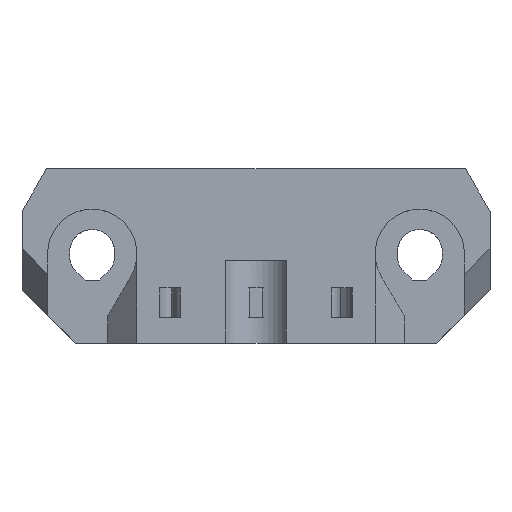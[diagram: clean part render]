
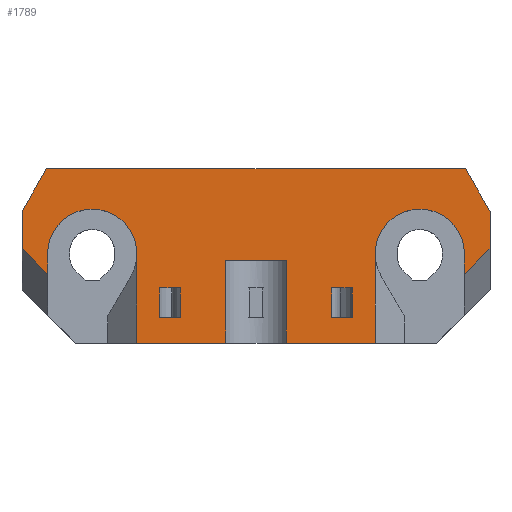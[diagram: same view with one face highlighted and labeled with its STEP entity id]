
A CAD part, top view. The second image highlights one B-rep face of the part: STEP entity #1789.
In plain terms, the highlighted planar face has unit normal (0, 0, 1).
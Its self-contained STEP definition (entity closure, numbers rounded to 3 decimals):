
#21=FACE_BOUND('',#180,.T.);
#22=FACE_BOUND('',#181,.T.);
#26=CIRCLE('',#1913,5.25);
#28=CIRCLE('',#1916,5.25);
#78=FACE_OUTER_BOUND('',#179,.T.);
#179=EDGE_LOOP('',(#1196,#1197,#1198,#1199,#1200,#1201,#1202,#1203,#1204,
#1205,#1206,#1207,#1208,#1209,#1210,#1211,#1212,#1213));
#180=EDGE_LOOP('',(#1214,#1215,#1216,#1217));
#181=EDGE_LOOP('',(#1218,#1219,#1220,#1221));
#283=LINE('',#2551,#511);
#286=LINE('',#2557,#514);
#293=LINE('',#2573,#521);
#297=LINE('',#2586,#525);
#298=LINE('',#2588,#526);
#299=LINE('',#2590,#527);
#300=LINE('',#2592,#528);
#301=LINE('',#2594,#529);
#302=LINE('',#2596,#530);
#303=LINE('',#2600,#531);
#304=LINE('',#2602,#532);
#305=LINE('',#2604,#533);
#306=LINE('',#2606,#534);
#307=LINE('',#2608,#535);
#308=LINE('',#2610,#536);
#309=LINE('',#2611,#537);
#310=LINE('',#2614,#538);
#311=LINE('',#2616,#539);
#312=LINE('',#2618,#540);
#313=LINE('',#2619,#541);
#314=LINE('',#2622,#542);
#315=LINE('',#2624,#543);
#316=LINE('',#2626,#544);
#317=LINE('',#2627,#545);
#511=VECTOR('',#2049,10.);
#514=VECTOR('',#2054,10.);
#521=VECTOR('',#2065,10.);
#525=VECTOR('',#2079,10.);
#526=VECTOR('',#2080,10.);
#527=VECTOR('',#2081,10.);
#528=VECTOR('',#2082,10.);
#529=VECTOR('',#2083,10.);
#530=VECTOR('',#2084,10.);
#531=VECTOR('',#2087,10.);
#532=VECTOR('',#2088,10.);
#533=VECTOR('',#2089,10.);
#534=VECTOR('',#2090,10.);
#535=VECTOR('',#2091,10.);
#536=VECTOR('',#2092,10.);
#537=VECTOR('',#2093,10.);
#538=VECTOR('',#2094,10.);
#539=VECTOR('',#2095,10.);
#540=VECTOR('',#2096,10.);
#541=VECTOR('',#2097,10.);
#542=VECTOR('',#2098,10.);
#543=VECTOR('',#2099,10.);
#544=VECTOR('',#2100,10.);
#545=VECTOR('',#2101,10.);
#736=VERTEX_POINT('',#2544);
#739=VERTEX_POINT('',#2549);
#741=VERTEX_POINT('',#2555);
#747=VERTEX_POINT('',#2570);
#748=VERTEX_POINT('',#2572);
#752=VERTEX_POINT('',#2585);
#753=VERTEX_POINT('',#2587);
#754=VERTEX_POINT('',#2589);
#755=VERTEX_POINT('',#2591);
#756=VERTEX_POINT('',#2593);
#757=VERTEX_POINT('',#2595);
#758=VERTEX_POINT('',#2597);
#759=VERTEX_POINT('',#2599);
#760=VERTEX_POINT('',#2601);
#761=VERTEX_POINT('',#2603);
#762=VERTEX_POINT('',#2605);
#763=VERTEX_POINT('',#2607);
#764=VERTEX_POINT('',#2609);
#765=VERTEX_POINT('',#2612);
#766=VERTEX_POINT('',#2613);
#767=VERTEX_POINT('',#2615);
#768=VERTEX_POINT('',#2617);
#769=VERTEX_POINT('',#2620);
#770=VERTEX_POINT('',#2621);
#771=VERTEX_POINT('',#2623);
#772=VERTEX_POINT('',#2625);
#913=EDGE_CURVE('',#739,#736,#283,.T.);
#916=EDGE_CURVE('',#739,#741,#286,.T.);
#923=EDGE_CURVE('',#747,#748,#293,.T.);
#927=EDGE_CURVE('',#741,#748,#26,.T.);
#930=EDGE_CURVE('',#747,#752,#297,.T.);
#931=EDGE_CURVE('',#752,#753,#298,.T.);
#932=EDGE_CURVE('',#753,#754,#299,.T.);
#933=EDGE_CURVE('',#754,#755,#300,.T.);
#934=EDGE_CURVE('',#755,#756,#301,.T.);
#935=EDGE_CURVE('',#757,#756,#302,.T.);
#936=EDGE_CURVE('',#757,#758,#28,.T.);
#937=EDGE_CURVE('',#758,#759,#303,.T.);
#938=EDGE_CURVE('',#760,#759,#304,.T.);
#939=EDGE_CURVE('',#760,#761,#305,.T.);
#940=EDGE_CURVE('',#761,#762,#306,.T.);
#941=EDGE_CURVE('',#762,#763,#307,.T.);
#942=EDGE_CURVE('',#763,#764,#308,.T.);
#943=EDGE_CURVE('',#764,#736,#309,.T.);
#944=EDGE_CURVE('',#765,#766,#310,.T.);
#945=EDGE_CURVE('',#766,#767,#311,.T.);
#946=EDGE_CURVE('',#767,#768,#312,.T.);
#947=EDGE_CURVE('',#768,#765,#313,.T.);
#948=EDGE_CURVE('',#769,#770,#314,.T.);
#949=EDGE_CURVE('',#770,#771,#315,.T.);
#950=EDGE_CURVE('',#771,#772,#316,.T.);
#951=EDGE_CURVE('',#772,#769,#317,.T.);
#1196=ORIENTED_EDGE('',*,*,#913,.F.);
#1197=ORIENTED_EDGE('',*,*,#916,.T.);
#1198=ORIENTED_EDGE('',*,*,#927,.T.);
#1199=ORIENTED_EDGE('',*,*,#923,.F.);
#1200=ORIENTED_EDGE('',*,*,#930,.T.);
#1201=ORIENTED_EDGE('',*,*,#931,.T.);
#1202=ORIENTED_EDGE('',*,*,#932,.T.);
#1203=ORIENTED_EDGE('',*,*,#933,.T.);
#1204=ORIENTED_EDGE('',*,*,#934,.T.);
#1205=ORIENTED_EDGE('',*,*,#935,.F.);
#1206=ORIENTED_EDGE('',*,*,#936,.T.);
#1207=ORIENTED_EDGE('',*,*,#937,.T.);
#1208=ORIENTED_EDGE('',*,*,#938,.F.);
#1209=ORIENTED_EDGE('',*,*,#939,.T.);
#1210=ORIENTED_EDGE('',*,*,#940,.T.);
#1211=ORIENTED_EDGE('',*,*,#941,.T.);
#1212=ORIENTED_EDGE('',*,*,#942,.T.);
#1213=ORIENTED_EDGE('',*,*,#943,.T.);
#1214=ORIENTED_EDGE('',*,*,#944,.T.);
#1215=ORIENTED_EDGE('',*,*,#945,.T.);
#1216=ORIENTED_EDGE('',*,*,#946,.T.);
#1217=ORIENTED_EDGE('',*,*,#947,.T.);
#1218=ORIENTED_EDGE('',*,*,#948,.T.);
#1219=ORIENTED_EDGE('',*,*,#949,.T.);
#1220=ORIENTED_EDGE('',*,*,#950,.T.);
#1221=ORIENTED_EDGE('',*,*,#951,.T.);
#1700=PLANE('',#1915);
#1789=ADVANCED_FACE('',(#78,#21,#22),#1700,.T.);
#1913=AXIS2_PLACEMENT_3D('',#2580,#2072,#2073);
#1915=AXIS2_PLACEMENT_3D('',#2584,#2077,#2078);
#1916=AXIS2_PLACEMENT_3D('',#2598,#2085,#2086);
#2049=DIRECTION('',(-0.707,0.707,0.));
#2054=DIRECTION('',(0.,1.,0.));
#2065=DIRECTION('',(0.,1.,0.));
#2072=DIRECTION('center_axis',(0.,0.,-1.));
#2073=DIRECTION('ref_axis',(1.,0.,0.));
#2077=DIRECTION('center_axis',(0.,0.,1.));
#2078=DIRECTION('ref_axis',(1.,0.,0.));
#2079=DIRECTION('',(1.,0.,0.));
#2080=DIRECTION('',(0.,1.,0.));
#2081=DIRECTION('',(1.,0.,0.));
#2082=DIRECTION('',(0.,-1.,0.));
#2083=DIRECTION('',(1.,0.,0.));
#2084=DIRECTION('',(0.,-1.,0.));
#2085=DIRECTION('center_axis',(0.,0.,-1.));
#2086=DIRECTION('ref_axis',(1.,0.,0.));
#2087=DIRECTION('',(0.,-1.,0.));
#2088=DIRECTION('',(-0.707,-0.707,0.));
#2089=DIRECTION('',(0.,1.,0.));
#2090=DIRECTION('',(-0.5,0.866,0.));
#2091=DIRECTION('',(-1.,0.,0.));
#2092=DIRECTION('',(-0.5,-0.866,0.));
#2093=DIRECTION('',(0.,-1.,0.));
#2094=DIRECTION('',(0.,1.,0.));
#2095=DIRECTION('',(1.,0.,0.));
#2096=DIRECTION('',(0.,-1.,0.));
#2097=DIRECTION('',(-1.,0.,0.));
#2098=DIRECTION('',(0.,1.,0.));
#2099=DIRECTION('',(1.,0.,0.));
#2100=DIRECTION('',(0.,-1.,0.));
#2101=DIRECTION('',(-1.,0.,0.));
#2544=CARTESIAN_POINT('',(-27.5,11.098,9.4));
#2549=CARTESIAN_POINT('',(-24.5,8.098,9.4));
#2551=CARTESIAN_POINT('',(-17.638,1.237,9.4));
#2555=CARTESIAN_POINT('',(-24.5,10.5,9.4));
#2557=CARTESIAN_POINT('',(-24.5,10.5,9.4));
#2570=CARTESIAN_POINT('',(-14.,0.,9.4));
#2572=CARTESIAN_POINT('',(-14.,10.5,9.4));
#2573=CARTESIAN_POINT('',(-14.,6.727,9.4));
#2580=CARTESIAN_POINT('Origin',(-19.25,10.5,9.4));
#2584=CARTESIAN_POINT('Origin',(0.,10.25,9.4));
#2585=CARTESIAN_POINT('',(-3.55,0.,9.4));
#2586=CARTESIAN_POINT('',(-27.5,0.,9.4));
#2587=CARTESIAN_POINT('',(-3.55,9.75,9.4));
#2588=CARTESIAN_POINT('',(-3.55,0.,9.4));
#2589=CARTESIAN_POINT('',(3.55,9.75,9.4));
#2590=CARTESIAN_POINT('',(0.,9.75,9.4));
#2591=CARTESIAN_POINT('',(3.55,0.,9.4));
#2592=CARTESIAN_POINT('',(3.55,0.,9.4));
#2593=CARTESIAN_POINT('',(14.,0.,9.4));
#2594=CARTESIAN_POINT('',(-27.5,0.,9.4));
#2595=CARTESIAN_POINT('',(14.,10.5,9.4));
#2596=CARTESIAN_POINT('',(14.,5.125,9.4));
#2597=CARTESIAN_POINT('',(24.5,10.5,9.4));
#2598=CARTESIAN_POINT('Origin',(19.25,10.5,9.4));
#2599=CARTESIAN_POINT('',(24.5,8.098,9.4));
#2600=CARTESIAN_POINT('',(24.5,10.5,9.4));
#2601=CARTESIAN_POINT('',(27.5,11.098,9.4));
#2602=CARTESIAN_POINT('',(17.638,1.237,9.4));
#2603=CARTESIAN_POINT('',(27.5,15.5,9.4));
#2604=CARTESIAN_POINT('',(27.5,0.,9.4));
#2605=CARTESIAN_POINT('',(24.613,20.5,9.4));
#2606=CARTESIAN_POINT('',(24.613,20.5,9.4));
#2607=CARTESIAN_POINT('',(-24.613,20.5,9.4));
#2608=CARTESIAN_POINT('',(27.5,20.5,9.4));
#2609=CARTESIAN_POINT('',(-27.5,15.5,9.4));
#2610=CARTESIAN_POINT('',(-24.613,20.5,9.4));
#2611=CARTESIAN_POINT('',(-27.5,20.5,9.4));
#2612=CARTESIAN_POINT('',(-11.313,3.,9.4));
#2613=CARTESIAN_POINT('',(-11.313,6.5,9.4));
#2614=CARTESIAN_POINT('',(-11.313,3.,9.4));
#2615=CARTESIAN_POINT('',(-8.875,6.5,9.4));
#2616=CARTESIAN_POINT('',(0.,6.5,9.4));
#2617=CARTESIAN_POINT('',(-8.875,3.,9.4));
#2618=CARTESIAN_POINT('',(-8.875,3.,9.4));
#2619=CARTESIAN_POINT('',(0.,3.,9.4));
#2620=CARTESIAN_POINT('',(8.875,3.,9.4));
#2621=CARTESIAN_POINT('',(8.875,6.5,9.4));
#2622=CARTESIAN_POINT('',(8.875,3.,9.4));
#2623=CARTESIAN_POINT('',(11.313,6.5,9.4));
#2624=CARTESIAN_POINT('',(0.,6.5,9.4));
#2625=CARTESIAN_POINT('',(11.313,3.,9.4));
#2626=CARTESIAN_POINT('',(11.313,3.,9.4));
#2627=CARTESIAN_POINT('',(0.,3.,9.4));
